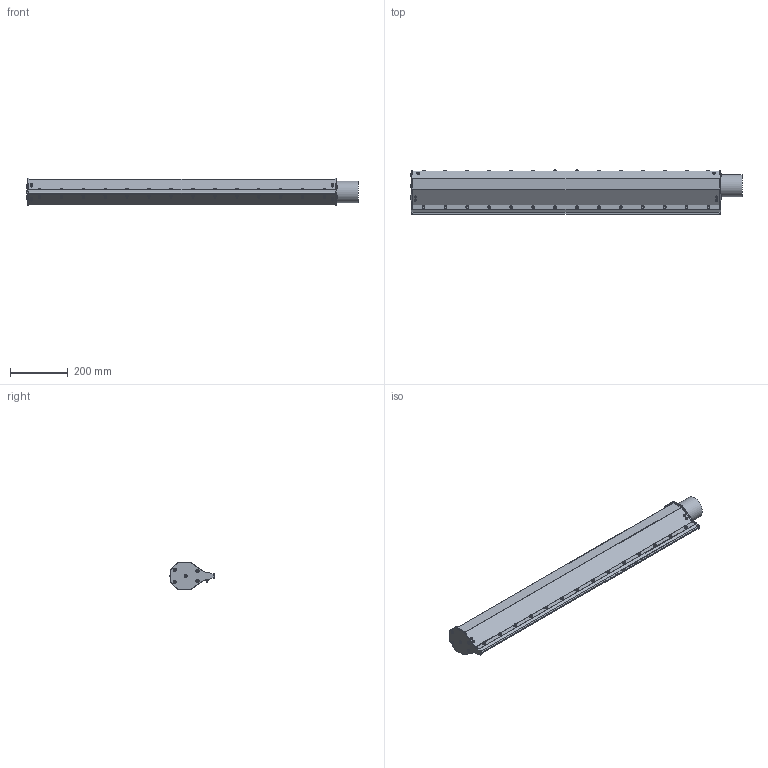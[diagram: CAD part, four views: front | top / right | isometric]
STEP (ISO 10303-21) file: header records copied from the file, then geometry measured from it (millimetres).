
FILE_DESCRIPTION(/* description */ (''),/* implementation_level */ '2;1');
FILE_NAME(/* name */ 'KAB0xxx42 DUMMY.stp',/* time_stamp */ '2018-02-19T10:09:37-05:00',/* author */ ('James'),/* organization */ (''),/* preprocessor_version */ 'ST-DEVELOPER v16.5',/* originating_system */ 'Autodesk Inventor 2017',/* authorisation */ '');
FILE_SCHEMA (('AUTOMOTIVE_DESIGN { 1 0 10303 214 3 1 1 }'));
Products named in the file (1): KAB0xxx42 DUMMY
Bounding box: 1154.43 x 153.78 x 96.52 mm (x, y, z)
Volume: 9158429.6 mm3; surface area: 474396.3 mm2
Topology: 1 solids, 1 shells, 820 faces, 1753 edges, 1126 vertices
Faces by surface type: plane 341, cone 210, cylinder 192, sphere 35, bspline 28, torus 14
Full cylindrical faces by diameter (mm): 7.6 x8, 8.5 x14, 9 x8, 9.5 x12, 10 x28, 10.135 x14, 10.5 x15, 11 x27, 76.2 x1
Entity records: 60863 total; most frequent: CARTESIAN_POINT 44691, DIRECTION 3290, ORIENTED_EDGE 2986, EDGE_CURVE 1493, AXIS2_PLACEMENT_3D 1452, EDGE_LOOP 1194, VERTEX_POINT 1049, FACE_OUTER_BOUND 820
